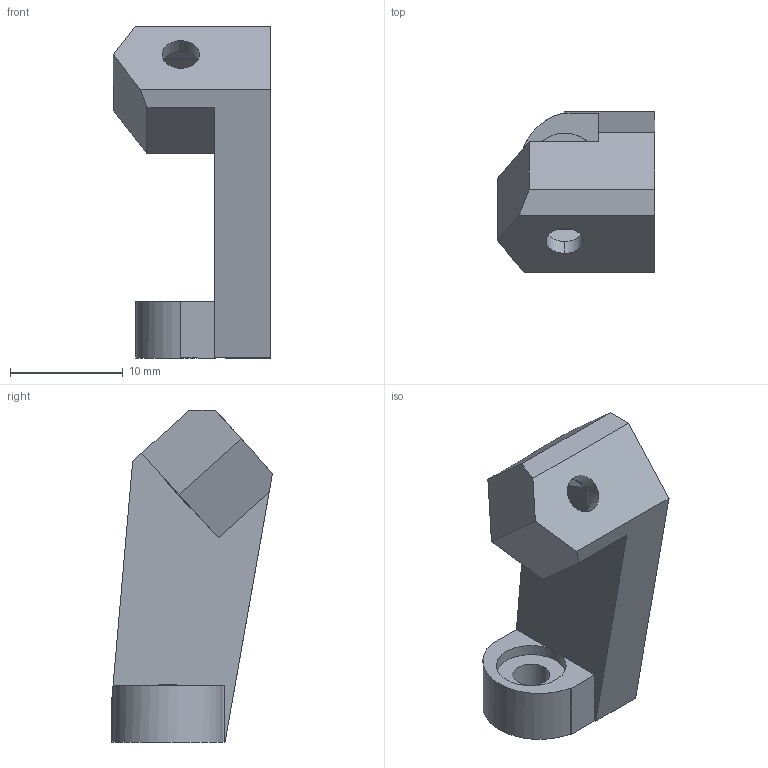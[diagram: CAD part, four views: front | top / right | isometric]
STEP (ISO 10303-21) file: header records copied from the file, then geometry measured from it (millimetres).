
FILE_DESCRIPTION (( 'STEP AP214' ), '1' );
FILE_NAME ('print-fan-support_MK3S.STEP', '2019-02-17T19:14:16', ( '' ), ( '' ), 'SwSTEP 2.0', 'SolidWorks 2017', '' );
FILE_SCHEMA (( 'AUTOMOTIVE_DESIGN' ));
Length unit declared in the file: millimetre
Products named in the file (1): print-fan-support_MK3S
Bounding box: 14 x 14.31 x 29.5 mm (x, y, z)
Volume: 2182.4 mm3; surface area: 1577.7 mm2
Topology: 1 solids, 1 shells, 42 faces, 120 edges, 80 vertices
Faces by surface type: plane 35, cylinder 7
Entity records: 1403 total; most frequent: CARTESIAN_POINT 246, ORIENTED_EDGE 240, DIRECTION 221, EDGE_CURVE 120, VECTOR 103, LINE 103, VERTEX_POINT 80, AXIS2_PLACEMENT_3D 59
